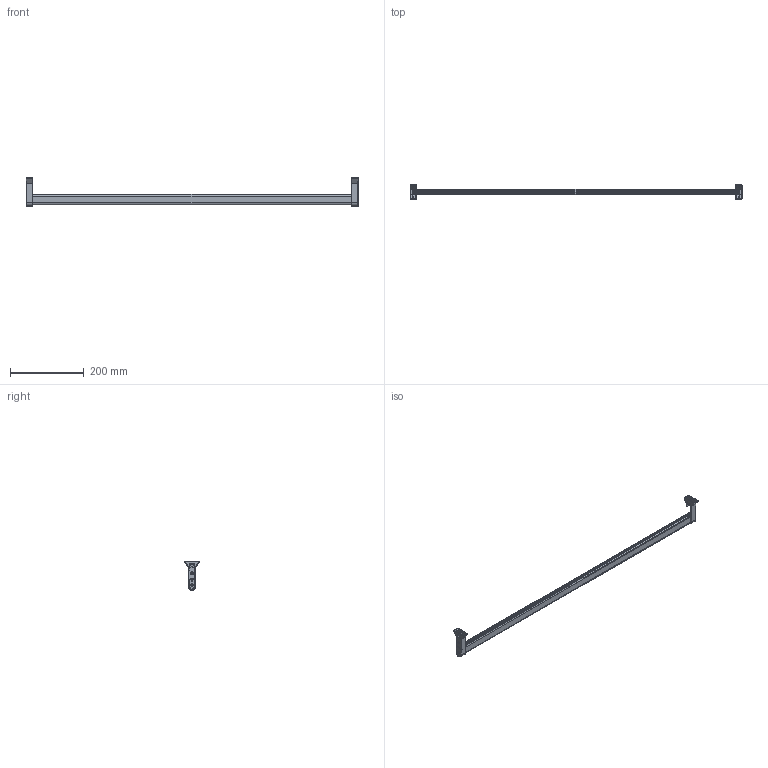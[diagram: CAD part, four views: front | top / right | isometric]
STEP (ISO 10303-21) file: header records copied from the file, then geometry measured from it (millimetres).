
FILE_DESCRIPTION((''),'2;1');
FILE_NAME('39058314+TUBO OVAL-ALMOHADILLA.stp','2018-09-05T08:14:22',('Fernando'),(''),'Autodesk Inventor 2010','Autodesk Inventor 2010','');
FILE_SCHEMA(('AUTOMOTIVE_DESIGN { 1 0 10303 214 1 1 1 1 }'));
Length unit declared in the file: millimetre
Products named in the file (4): 39058314+39059214_TUBO OVAL-ALMOHADILLA; Tubo Oval Almohadilla; SOPORTE OVAL EMUCA IZDA; SOPORTE OVAL EMUCA
Assembly tree (3 placements, depth 2):
  39058314+39059214_TUBO OVAL-ALMOHADILLA
    Tubo Oval Almohadilla
    SOPORTE OVAL EMUCA IZDA
    SOPORTE OVAL EMUCA
Bounding box: 900 x 38 x 77 mm (x, y, z)
Volume: 119911.9 mm3; surface area: 194746.7 mm2
Topology: 4 solids, 4 shells, 329 faces, 860 edges, 532 vertices
Faces by surface type: bspline 131, plane 113, cylinder 66, torus 9, sphere 8, cone 2
Full cylindrical faces by diameter (mm): 5.1 x2, 6 x1
Entity records: 11118 total; most frequent: CARTESIAN_POINT 3340, ORIENTED_EDGE 1660, DIRECTION 1436, EDGE_CURVE 830, VECTOR 578, LINE 578, VERTEX_POINT 528, AXIS2_PLACEMENT_3D 429
